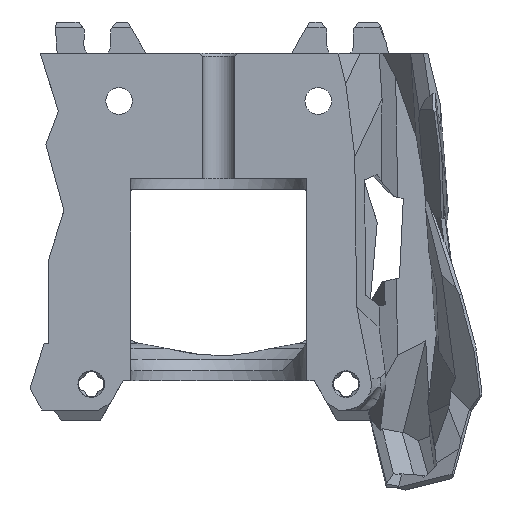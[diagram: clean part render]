
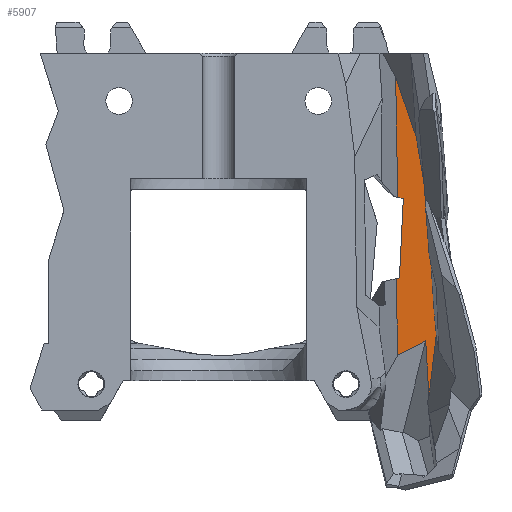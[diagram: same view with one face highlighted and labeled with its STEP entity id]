
A CAD part, front view. The second image highlights one B-rep face of the part: STEP entity #5907.
In plain terms, the highlighted planar face has unit normal (-0.079, -0.996, 0.053).
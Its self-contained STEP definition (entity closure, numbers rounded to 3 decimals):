
#410 = VERTEX_POINT ( 'NONE', #14078 ) ;
#939 = EDGE_CURVE ( 'NONE', #12615, #2925, #6174, .T. ) ;
#1018 = VECTOR ( 'NONE', #14984, 1000. ) ;
#1285 = DIRECTION ( 'NONE',  ( -0.017, 0.054, 0.998 ) ) ;
#1453 = ORIENTED_EDGE ( 'NONE', *, *, #8762, .F. ) ;
#1610 = CARTESIAN_POINT ( 'NONE',  ( 22.969, 3.096, 14.125 ) ) ;
#1996 = VECTOR ( 'NONE', #15652, 1000. ) ;
#2138 = VECTOR ( 'NONE', #13161, 1000. ) ;
#2330 = VECTOR ( 'NONE', #15537, 1000. ) ;
#2359 = EDGE_CURVE ( 'NONE', #14441, #5362, #5237, .T. ) ;
#2473 = VECTOR ( 'NONE', #9994, 1000. ) ;
#2497 = CARTESIAN_POINT ( 'NONE',  ( 26.664, 3.13, 20.334 ) ) ;
#2536 = CARTESIAN_POINT ( 'NONE',  ( 9.6, 4.979, 29.645 ) ) ;
#2920 = LINE ( 'NONE', #10528, #2138 ) ;
#2925 = VERTEX_POINT ( 'NONE', #4819 ) ;
#3182 = LINE ( 'NONE', #6159, #3347 ) ;
#3347 = VECTOR ( 'NONE', #15922, 1000. ) ;
#3392 = FACE_OUTER_BOUND ( 'NONE', #3429, .T. ) ;
#3429 = EDGE_LOOP ( 'NONE', ( #6179, #16899, #4779, #17993, #1453, #7034, #13953, #10068, #13471, #6969, #14459, #5284 ) ) ;
#3505 = EDGE_CURVE ( 'NONE', #17717, #4587, #5217, .T. ) ;
#3953 = LINE ( 'NONE', #13856, #15197 ) ;
#3980 = LINE ( 'NONE', #2536, #1018 ) ;
#4165 = DIRECTION ( 'NONE',  ( -0.118, -0.043, -0.992 ) ) ;
#4210 = VERTEX_POINT ( 'NONE', #16257 ) ;
#4424 = VERTEX_POINT ( 'NONE', #10301 ) ;
#4587 = VERTEX_POINT ( 'NONE', #16323 ) ;
#4779 = ORIENTED_EDGE ( 'NONE', *, *, #939, .T. ) ;
#4819 = CARTESIAN_POINT ( 'NONE',  ( 23.057, 4.079, 32.868 ) ) ;
#5062 = VERTEX_POINT ( 'NONE', #9708 ) ;
#5118 = CARTESIAN_POINT ( 'NONE',  ( 27.766, 3.323, 25.653 ) ) ;
#5217 = LINE ( 'NONE', #2497, #13251 ) ;
#5237 = LINE ( 'NONE', #7944, #11465 ) ;
#5284 = ORIENTED_EDGE ( 'NONE', *, *, #10970, .F. ) ;
#5362 = VERTEX_POINT ( 'NONE', #7791 ) ;
#5630 = CARTESIAN_POINT ( 'NONE',  ( 23.315, 3.069, 14.132 ) ) ;
#5907 = ADVANCED_FACE ( 'NONE', ( #3392 ), #11828, .T. ) ;
#6159 = CARTESIAN_POINT ( 'NONE',  ( 9.499, 4.276, 16.185 ) ) ;
#6174 = LINE ( 'NONE', #11723, #2473 ) ;
#6179 = ORIENTED_EDGE ( 'NONE', *, *, #15548, .F. ) ;
#6233 = EDGE_CURVE ( 'NONE', #4210, #12615, #16754, .T. ) ;
#6503 = VECTOR ( 'NONE', #1285, 1000. ) ;
#6969 = ORIENTED_EDGE ( 'NONE', *, *, #2359, .T. ) ;
#7034 = ORIENTED_EDGE ( 'NONE', *, *, #16820, .T. ) ;
#7063 = CARTESIAN_POINT ( 'NONE',  ( 27.487, 3.497, 28.515 ) ) ;
#7633 = DIRECTION ( 'NONE',  ( -0.079, -0.995, 0.053 ) ) ;
#7791 = CARTESIAN_POINT ( 'NONE',  ( 26.792, 4.243, 41.61 ) ) ;
#7798 = CARTESIAN_POINT ( 'NONE',  ( 26.817, 2.976, 17.655 ) ) ;
#7944 = CARTESIAN_POINT ( 'NONE',  ( 27.635, 3.338, 25.731 ) ) ;
#8761 = VECTOR ( 'NONE', #17734, 1000. ) ;
#8762 = EDGE_CURVE ( 'NONE', #5062, #410, #12977, .T. ) ;
#9066 = CARTESIAN_POINT ( 'NONE',  ( 22.578, 5.464, 58.386 ) ) ;
#9250 = CARTESIAN_POINT ( 'NONE',  ( 28.729, 2.724, 15.756 ) ) ;
#9303 = DIRECTION ( 'NONE',  ( -0.053, 0.057, 0.997 ) ) ;
#9383 = DIRECTION ( 'NONE',  ( 0.324, -0.076, -0.943 ) ) ;
#9708 = CARTESIAN_POINT ( 'NONE',  ( 22.822, 3.576, 22.982 ) ) ;
#9994 = DIRECTION ( 'NONE',  ( -0.049, -0.049, -0.998 ) ) ;
#10068 = ORIENTED_EDGE ( 'NONE', *, *, #17136, .F. ) ;
#10261 = EDGE_CURVE ( 'NONE', #12417, #14441, #14725, .T. ) ;
#10301 = CARTESIAN_POINT ( 'NONE',  ( 25.218, 4.849, 50.704 ) ) ;
#10528 = CARTESIAN_POINT ( 'NONE',  ( 28.739, 3.494, 30.357 ) ) ;
#10970 = EDGE_CURVE ( 'NONE', #16957, #4424, #3953, .T. ) ;
#11465 = VECTOR ( 'NONE', #9303, 1000. ) ;
#11554 = DIRECTION ( 'NONE',  ( -0.997, 0.079, 0. ) ) ;
#11583 = EDGE_CURVE ( 'NONE', #4424, #5362, #2920, .T. ) ;
#11723 = CARTESIAN_POINT ( 'NONE',  ( 22.237, 3.259, 16.111 ) ) ;
#11828 = PLANE ( 'NONE',  #12733 ) ;
#12417 = VERTEX_POINT ( 'NONE', #5118 ) ;
#12464 = CARTESIAN_POINT ( 'NONE',  ( 19.683, 4.929, 43.886 ) ) ;
#12526 = LINE ( 'NONE', #12700, #12921 ) ;
#12615 = VERTEX_POINT ( 'NONE', #16397 ) ;
#12700 = CARTESIAN_POINT ( 'NONE',  ( 26.684, 2.927, 16.527 ) ) ;
#12733 = AXIS2_PLACEMENT_3D ( 'NONE', #17305, #7633, #11554 ) ;
#12921 = VECTOR ( 'NONE', #4165, 1000. ) ;
#12977 = LINE ( 'NONE', #1610, #2330 ) ;
#13161 = DIRECTION ( 'NONE',  ( 0.17, -0.065, -0.983 ) ) ;
#13251 = VECTOR ( 'NONE', #13674, 1000. ) ;
#13471 = ORIENTED_EDGE ( 'NONE', *, *, #10261, .T. ) ;
#13674 = DIRECTION ( 'NONE',  ( -0.057, 0.057, 0.997 ) ) ;
#13856 = CARTESIAN_POINT ( 'NONE',  ( 30.192, 3.689, 36.23 ) ) ;
#13953 = ORIENTED_EDGE ( 'NONE', *, *, #3505, .F. ) ;
#14078 = CARTESIAN_POINT ( 'NONE',  ( 22.659, 4.106, 32.773 ) ) ;
#14441 = VERTEX_POINT ( 'NONE', #7063 ) ;
#14459 = ORIENTED_EDGE ( 'NONE', *, *, #11583, .F. ) ;
#14725 = LINE ( 'NONE', #9250, #8761 ) ;
#14984 = DIRECTION ( 'NONE',  ( -0.97, 0.065, -0.232 ) ) ;
#15197 = VECTOR ( 'NONE', #9383, 1000. ) ;
#15537 = DIRECTION ( 'NONE',  ( -0.017, 0.054, 0.998 ) ) ;
#15548 = EDGE_CURVE ( 'NONE', #4210, #16957, #17834, .T. ) ;
#15652 = DIRECTION ( 'NONE',  ( 0.969, -0.089, -0.232 ) ) ;
#15922 = DIRECTION ( 'NONE',  ( 0.89, -0.047, 0.454 ) ) ;
#16257 = CARTESIAN_POINT ( 'NONE',  ( 22.832, 4.639, 43.132 ) ) ;
#16272 = EDGE_CURVE ( 'NONE', #2925, #410, #3980, .T. ) ;
#16323 = CARTESIAN_POINT ( 'NONE',  ( 26.407, 3.387, 24.811 ) ) ;
#16397 = CARTESIAN_POINT ( 'NONE',  ( 23.551, 4.572, 42.96 ) ) ;
#16754 = LINE ( 'NONE', #12464, #1996 ) ;
#16820 = EDGE_CURVE ( 'NONE', #5062, #4587, #3182, .T. ) ;
#16899 = ORIENTED_EDGE ( 'NONE', *, *, #6233, .T. ) ;
#16957 = VERTEX_POINT ( 'NONE', #9066 ) ;
#17136 = EDGE_CURVE ( 'NONE', #12417, #17717, #12526, .T. ) ;
#17305 = CARTESIAN_POINT ( 'NONE',  ( 4.8, 3.787, -0.161 ) ) ;
#17717 = VERTEX_POINT ( 'NONE', #7798 ) ;
#17734 = DIRECTION ( 'NONE',  ( -0.097, 0.06, 0.993 ) ) ;
#17834 = LINE ( 'NONE', #5630, #6503 ) ;
#17993 = ORIENTED_EDGE ( 'NONE', *, *, #16272, .T. ) ;
